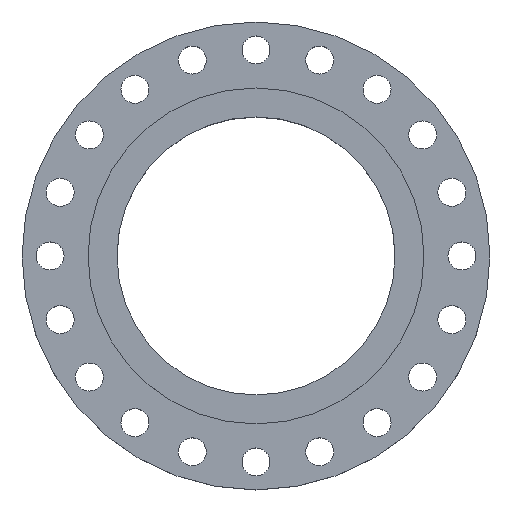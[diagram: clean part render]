
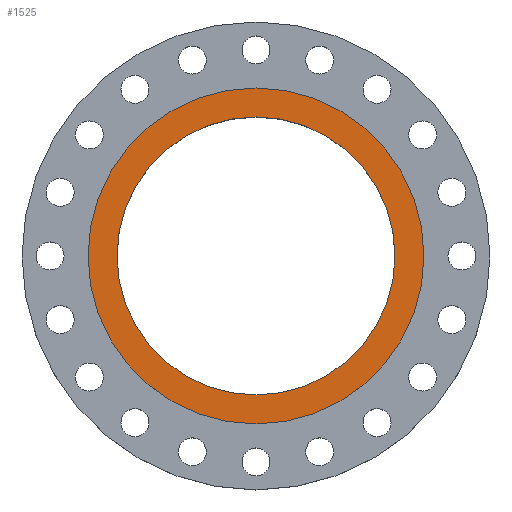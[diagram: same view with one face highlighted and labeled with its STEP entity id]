
A CAD part, top view. The second image highlights one B-rep face of the part: STEP entity #1525.
In plain terms, the highlighted planar face has unit normal (0, 0, 1).
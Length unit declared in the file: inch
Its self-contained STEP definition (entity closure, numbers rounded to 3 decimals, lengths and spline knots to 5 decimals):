
#14 = VERTEX_POINT ( 'NONE', #1426 ) ;
#32 = EDGE_CURVE ( 'NONE', #14, #1792, #88, .T. ) ;
#33 = DIRECTION ( 'NONE',  ( 1., 0., 0. ) ) ;
#88 = CIRCLE ( 'NONE', #1272, 8.688 ) ;
#140 = VERTEX_POINT ( 'NONE', #1133 ) ;
#297 = FACE_OUTER_BOUND ( 'NONE', #401, .T. ) ;
#337 = CARTESIAN_POINT ( 'NONE',  ( 10.5, 0., 0. ) ) ;
#364 = EDGE_CURVE ( 'NONE', #1375, #140, #1847, .T. ) ;
#392 = EDGE_CURVE ( 'NONE', #140, #1375, #558, .T. ) ;
#401 = EDGE_LOOP ( 'NONE', ( #1348, #1050 ) ) ;
#478 = DIRECTION ( 'NONE',  ( 0., 0., 1. ) ) ;
#558 = CIRCLE ( 'NONE', #748, 10.5 ) ;
#595 = DIRECTION ( 'NONE',  ( 0., 0., -1. ) ) ;
#656 = DIRECTION ( 'NONE',  ( 0., 0., 1. ) ) ;
#748 = AXIS2_PLACEMENT_3D ( 'NONE', #2043, #1417, #771 ) ;
#754 = PLANE ( 'NONE',  #904 ) ;
#764 = CARTESIAN_POINT ( 'NONE',  ( 0., 8.688, 0. ) ) ;
#771 = DIRECTION ( 'NONE',  ( 1., 0., 0. ) ) ;
#793 = DIRECTION ( 'NONE',  ( 1., 0., 0. ) ) ;
#808 = CARTESIAN_POINT ( 'NONE',  ( 0., 0., 0. ) ) ;
#894 = CARTESIAN_POINT ( 'NONE',  ( 0., 0., 0. ) ) ;
#899 = DIRECTION ( 'NONE',  ( -1., 0., 0. ) ) ;
#904 = AXIS2_PLACEMENT_3D ( 'NONE', #764, #595, #899 ) ;
#926 = EDGE_CURVE ( 'NONE', #1792, #14, #1099, .T. ) ;
#1050 = ORIENTED_EDGE ( 'NONE', *, *, #392, .T. ) ;
#1099 = CIRCLE ( 'NONE', #1642, 8.688 ) ;
#1108 = AXIS2_PLACEMENT_3D ( 'NONE', #894, #478, #793 ) ;
#1133 = CARTESIAN_POINT ( 'NONE',  ( -10.5, 0., 0. ) ) ;
#1272 = AXIS2_PLACEMENT_3D ( 'NONE', #808, #656, #33 ) ;
#1348 = ORIENTED_EDGE ( 'NONE', *, *, #364, .T. ) ;
#1354 = ORIENTED_EDGE ( 'NONE', *, *, #926, .F. ) ;
#1375 = VERTEX_POINT ( 'NONE', #337 ) ;
#1403 = DIRECTION ( 'NONE',  ( 0., 0., 1. ) ) ;
#1417 = DIRECTION ( 'NONE',  ( 0., 0., 1. ) ) ;
#1426 = CARTESIAN_POINT ( 'NONE',  ( -8.688, 0., 0. ) ) ;
#1525 = ADVANCED_FACE ( 'NONE', ( #1712, #297 ), #754, .F. ) ;
#1642 = AXIS2_PLACEMENT_3D ( 'NONE', #1867, #1403, #2001 ) ;
#1712 = FACE_BOUND ( 'NONE', #1835, .T. ) ;
#1754 = CARTESIAN_POINT ( 'NONE',  ( 8.688, 0., 0. ) ) ;
#1792 = VERTEX_POINT ( 'NONE', #1754 ) ;
#1822 = ORIENTED_EDGE ( 'NONE', *, *, #32, .F. ) ;
#1835 = EDGE_LOOP ( 'NONE', ( #1354, #1822 ) ) ;
#1847 = CIRCLE ( 'NONE', #1108, 10.5 ) ;
#1867 = CARTESIAN_POINT ( 'NONE',  ( 0., 0., 0. ) ) ;
#2001 = DIRECTION ( 'NONE',  ( 1., 0., 0. ) ) ;
#2043 = CARTESIAN_POINT ( 'NONE',  ( 0., 0., 0. ) ) ;
